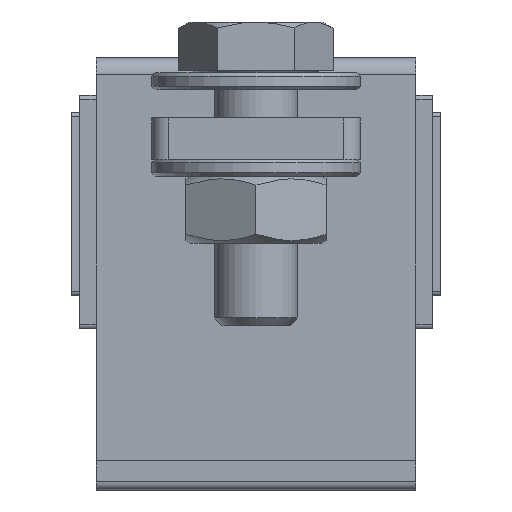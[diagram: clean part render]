
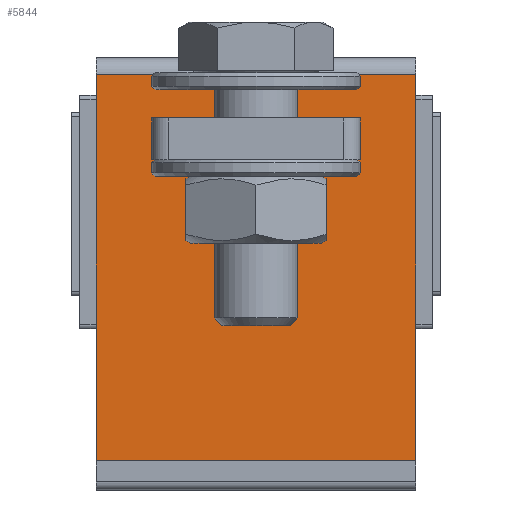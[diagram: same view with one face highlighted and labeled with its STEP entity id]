
A CAD part, left-side view. The second image highlights one B-rep face of the part: STEP entity #5844.
In plain terms, the highlighted planar face has unit normal (-1, 0, 0).
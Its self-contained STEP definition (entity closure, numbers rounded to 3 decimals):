
#112=LINE('',#8796,#747);
#113=LINE('',#8799,#748);
#114=LINE('',#8801,#749);
#115=LINE('',#8803,#750);
#116=LINE('',#8805,#751);
#117=LINE('',#8807,#752);
#118=LINE('',#8809,#753);
#119=LINE('',#8811,#754);
#120=LINE('',#8812,#755);
#121=LINE('',#8815,#756);
#122=LINE('',#8817,#757);
#123=LINE('',#8819,#758);
#747=VECTOR('',#6921,1000.);
#748=VECTOR('',#6922,1000.);
#749=VECTOR('',#6923,1000.);
#750=VECTOR('',#6924,1000.);
#751=VECTOR('',#6925,1000.);
#752=VECTOR('',#6926,1000.);
#753=VECTOR('',#6927,1000.);
#754=VECTOR('',#6928,1000.);
#755=VECTOR('',#6929,1000.);
#756=VECTOR('',#6930,1000.);
#757=VECTOR('',#6931,1000.);
#758=VECTOR('',#6932,1000.);
#1372=PLANE('',#6224);
#1819=ORIENTED_EDGE('',*,*,#3431,.F.);
#1820=ORIENTED_EDGE('',*,*,#3432,.F.);
#1821=ORIENTED_EDGE('',*,*,#3433,.T.);
#1822=ORIENTED_EDGE('',*,*,#3434,.F.);
#1823=ORIENTED_EDGE('',*,*,#3435,.F.);
#1824=ORIENTED_EDGE('',*,*,#3436,.T.);
#1825=ORIENTED_EDGE('',*,*,#3437,.T.);
#1826=ORIENTED_EDGE('',*,*,#3438,.F.);
#1827=ORIENTED_EDGE('',*,*,#3439,.T.);
#1828=ORIENTED_EDGE('',*,*,#3440,.T.);
#1829=ORIENTED_EDGE('',*,*,#3441,.T.);
#1830=ORIENTED_EDGE('',*,*,#3442,.T.);
#3431=EDGE_CURVE('',#4266,#4267,#112,.T.);
#3432=EDGE_CURVE('',#4268,#4266,#113,.T.);
#3433=EDGE_CURVE('',#4268,#4269,#114,.T.);
#3434=EDGE_CURVE('',#4270,#4269,#115,.T.);
#3435=EDGE_CURVE('',#4271,#4270,#116,.T.);
#3436=EDGE_CURVE('',#4271,#4272,#117,.T.);
#3437=EDGE_CURVE('',#4272,#4273,#118,.T.);
#3438=EDGE_CURVE('',#4267,#4273,#119,.T.);
#3439=EDGE_CURVE('',#4274,#4275,#120,.T.);
#3440=EDGE_CURVE('',#4275,#4276,#121,.T.);
#3441=EDGE_CURVE('',#4276,#4277,#122,.T.);
#3442=EDGE_CURVE('',#4277,#4274,#123,.T.);
#4266=VERTEX_POINT('',#8797);
#4267=VERTEX_POINT('',#8798);
#4268=VERTEX_POINT('',#8800);
#4269=VERTEX_POINT('',#8802);
#4270=VERTEX_POINT('',#8804);
#4271=VERTEX_POINT('',#8806);
#4272=VERTEX_POINT('',#8808);
#4273=VERTEX_POINT('',#8810);
#4274=VERTEX_POINT('',#8813);
#4275=VERTEX_POINT('',#8814);
#4276=VERTEX_POINT('',#8816);
#4277=VERTEX_POINT('',#8818);
#5060=EDGE_LOOP('',(#1819,#1820,#1821,#1822,#1823,#1824,#1825,#1826));
#5061=EDGE_LOOP('',(#1827,#1828,#1829,#1830));
#5427=FACE_BOUND('',#5060,.T.);
#5428=FACE_BOUND('',#5061,.T.);
#5844=ADVANCED_FACE('',(#5427,#5428),#1372,.F.);
#6224=AXIS2_PLACEMENT_3D('',#8795,#6919,#6920);
#6919=DIRECTION('',(1.,0.,0.));
#6920=DIRECTION('',(0.,0.,-1.));
#6921=DIRECTION('',(0.,0.,-1.));
#6922=DIRECTION('',(0.,1.,0.));
#6923=DIRECTION('',(0.,0.,-1.));
#6924=DIRECTION('',(0.,1.,0.));
#6925=DIRECTION('',(0.,0.,-1.));
#6926=DIRECTION('',(0.,1.,0.));
#6927=DIRECTION('',(0.,0.,-1.));
#6928=DIRECTION('',(0.,1.,0.));
#6929=DIRECTION('',(0.,0.,1.));
#6930=DIRECTION('',(0.,-1.,0.));
#6931=DIRECTION('',(0.,0.,-1.));
#6932=DIRECTION('',(0.,1.,0.));
#8795=CARTESIAN_POINT('',(-19.85,105.9,41.));
#8796=CARTESIAN_POINT('',(-19.85,126.05,-7.3));
#8797=CARTESIAN_POINT('',(-19.85,126.05,-7.3));
#8798=CARTESIAN_POINT('',(-19.85,126.05,-8.1));
#8799=CARTESIAN_POINT('',(-19.85,124.05,-7.3));
#8800=CARTESIAN_POINT('',(-19.85,124.05,-7.3));
#8801=CARTESIAN_POINT('',(-19.85,124.05,-7.3));
#8802=CARTESIAN_POINT('',(-19.85,124.05,-8.1));
#8803=CARTESIAN_POINT('',(-19.85,105.9,-8.1));
#8804=CARTESIAN_POINT('',(-19.85,105.9,-8.1));
#8805=CARTESIAN_POINT('',(-19.85,105.9,41.));
#8806=CARTESIAN_POINT('',(-19.85,105.9,39.));
#8807=CARTESIAN_POINT('',(-19.85,105.9,39.));
#8808=CARTESIAN_POINT('',(-19.85,144.2,39.));
#8809=CARTESIAN_POINT('',(-19.85,144.2,41.));
#8810=CARTESIAN_POINT('',(-19.85,144.2,-8.1));
#8811=CARTESIAN_POINT('',(-19.85,105.9,-8.1));
#8812=CARTESIAN_POINT('',(-19.85,137.55,33.8));
#8813=CARTESIAN_POINT('',(-19.85,137.55,28.8));
#8814=CARTESIAN_POINT('',(-19.85,137.55,33.8));
#8815=CARTESIAN_POINT('',(-19.85,105.9,33.8));
#8816=CARTESIAN_POINT('',(-19.85,112.55,33.8));
#8817=CARTESIAN_POINT('',(-19.85,112.55,33.8));
#8818=CARTESIAN_POINT('',(-19.85,112.55,28.8));
#8819=CARTESIAN_POINT('',(-19.85,125.05,28.8));
